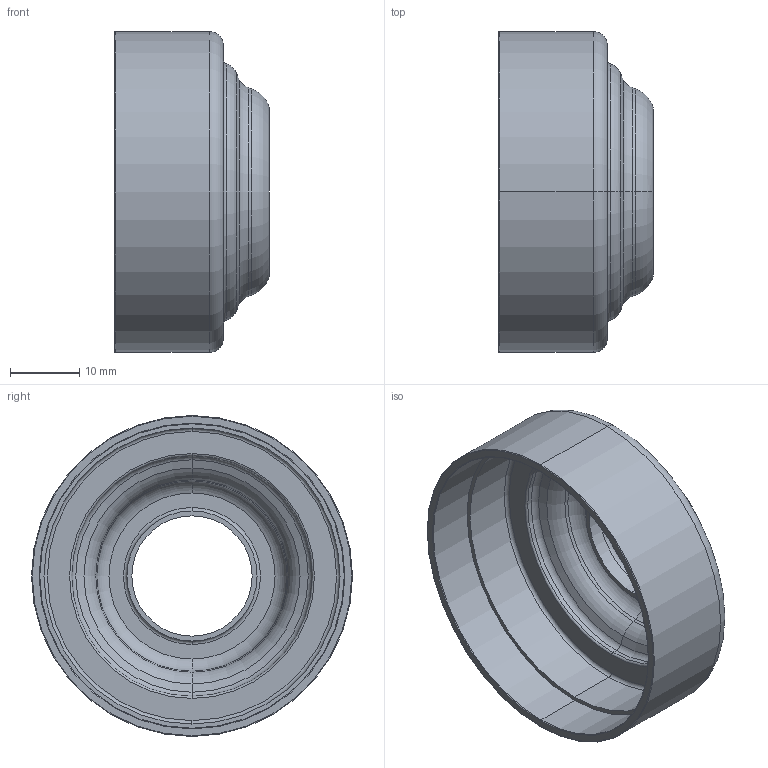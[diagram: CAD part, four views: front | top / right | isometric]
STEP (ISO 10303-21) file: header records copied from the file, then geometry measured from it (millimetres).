
FILE_DESCRIPTION (( 'STEP AP203' ), '1' );
FILE_NAME ('前端风罩-A型-晨光-加厚-塑料+导风槽-方案3-方案4.STEP', '2021-05-22T08:23:09', ( '' ), ( '' ), 'SwSTEP 2.0', 'SolidWorks 2021', '' );
FILE_SCHEMA (( 'CONFIG_CONTROL_DESIGN' ));
Length unit declared in the file: millimetre
Products named in the file (1): 前端风罩-A型-晨光-加厚-塑料+导风槽-方案3-方案4
Bounding box: 22.3 x 46.4 x 46.4 mm (x, y, z)
Volume: 5193.6 mm3; surface area: 7951.9 mm2
Topology: 1 solids, 1 shells, 55 faces, 110 edges, 62 vertices
Faces by surface type: torus 28, cylinder 12, cone 8, plane 7
Entity records: 1523 total; most frequent: DIRECTION 312, CARTESIAN_POINT 228, ORIENTED_EDGE 220, AXIS2_PLACEMENT_3D 146, EDGE_CURVE 110, CIRCLE 90, EDGE_LOOP 62, VERTEX_POINT 62
